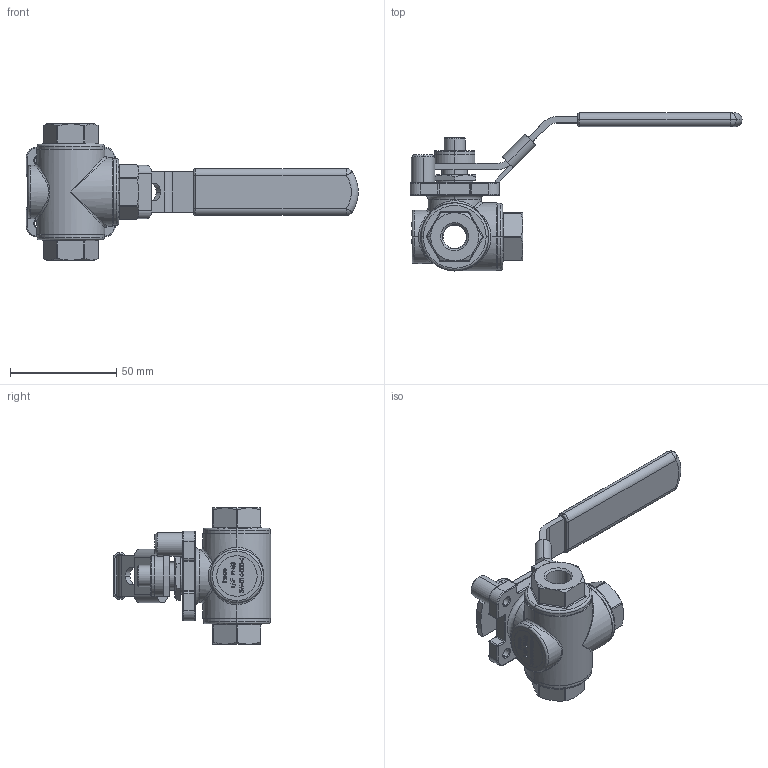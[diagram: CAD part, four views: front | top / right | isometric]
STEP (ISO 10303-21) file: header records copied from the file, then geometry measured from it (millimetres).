
FILE_DESCRIPTION (( 'STEP AP214' ), '1' );
FILE_NAME ('3W-014-000-4 3-Wege-Kugelhahn heco.STEP', '2010-09-16T08:25:54', ( 'heco handels gmbh' ), ( 'heco handels gmbh' ), 'SwSTEP 2.0', 'SolidWorks 2005235', '' );
FILE_SCHEMA (( 'AUTOMOTIVE_DESIGN' ));
Length unit declared in the file: millimetre
Products named in the file (1): 3W-014-000-4 3-Wege-Kugelhahn heco
Bounding box: 155.94 x 74.2 x 64 mm (x, y, z)
Volume: 81141.3 mm3; surface area: 25953.6 mm2
Topology: 1 solids, 1 shells, 708 faces, 1755 edges, 1078 vertices
Faces by surface type: plane 260, cylinder 172, bspline 121, cone 66, torus 65, sphere 24
Entity records: 48076 total; most frequent: CARTESIAN_POINT 24261, ORIENTED_EDGE 3466, DIRECTION 3056, EDGE_CURVE 1733, VERTEX_POINT 1078, AXIS2_PLACEMENT_3D 1070, VECTOR 916, LINE 916
